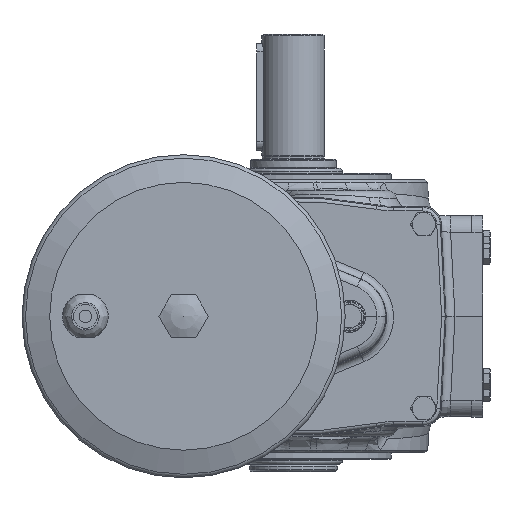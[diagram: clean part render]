
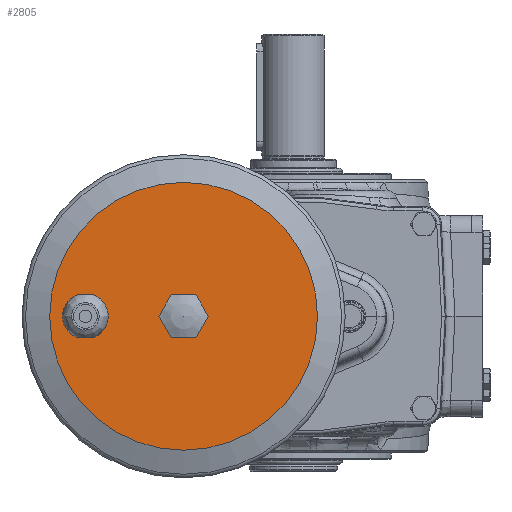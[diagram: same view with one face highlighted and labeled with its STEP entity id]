
A CAD part, left-side view. The second image highlights one B-rep face of the part: STEP entity #2805.
In plain terms, the highlighted planar face has unit normal (-1, 0, 0).
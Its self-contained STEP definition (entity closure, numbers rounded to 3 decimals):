
#2805 = ADVANCED_FACE( '', ( #6016, #6017, #6018 ), #6019, .T. );
#6016 = FACE_BOUND( '', #25737, .T. );
#6017 = FACE_OUTER_BOUND( '', #25738, .T. );
#6018 = FACE_BOUND( '', #25739, .T. );
#6019 = PLANE( '', #25740 );
#25737 = EDGE_LOOP( '', ( #36095, #36096, #36097, #36098 ) );
#25738 = EDGE_LOOP( '', ( #36099 ) );
#25739 = EDGE_LOOP( '', ( #36100, #36101, #36102, #36103, #36104, #36105 ) );
#25740 = AXIS2_PLACEMENT_3D( '', #36106, #36107, #36108 );
#36095 = ORIENTED_EDGE( '', *, *, #38888, .F. );
#36096 = ORIENTED_EDGE( '', *, *, #37632, .F. );
#36097 = ORIENTED_EDGE( '', *, *, #38082, .F. );
#36098 = ORIENTED_EDGE( '', *, *, #38489, .T. );
#36099 = ORIENTED_EDGE( '', *, *, #39187, .T. );
#36100 = ORIENTED_EDGE( '', *, *, #39528, .T. );
#36101 = ORIENTED_EDGE( '', *, *, #37781, .T. );
#36102 = ORIENTED_EDGE( '', *, *, #39502, .T. );
#36103 = ORIENTED_EDGE( '', *, *, #38154, .T. );
#36104 = ORIENTED_EDGE( '', *, *, #37900, .T. );
#36105 = ORIENTED_EDGE( '', *, *, #36983, .T. );
#36106 = CARTESIAN_POINT( '', ( -633.9, 136.4, 0. ) );
#36107 = DIRECTION( '', ( -1., 0., 0. ) );
#36108 = DIRECTION( '', ( 0., 1., 0. ) );
#36983 = EDGE_CURVE( '', #40141, #40145, #40147, .T. );
#37632 = EDGE_CURVE( '', #41223, #41225, #41226, .T. );
#37781 = EDGE_CURVE( '', #41447, #41451, #41453, .T. );
#37900 = EDGE_CURVE( '', #41624, #40141, #41627, .T. );
#38082 = EDGE_CURVE( '', #41888, #41223, #41890, .T. );
#38154 = EDGE_CURVE( '', #41997, #41624, #42000, .T. );
#38489 = EDGE_CURVE( '', #41888, #42482, #42484, .T. );
#38888 = EDGE_CURVE( '', #41225, #42482, #42996, .T. );
#39187 = EDGE_CURVE( '', #43359, #43359, #43360, .T. );
#39502 = EDGE_CURVE( '', #41451, #41997, #43708, .T. );
#39528 = EDGE_CURVE( '', #40145, #41447, #43734, .T. );
#40141 = VERTEX_POINT( '', #45307 );
#40145 = VERTEX_POINT( '', #45312 );
#40147 = LINE( '', #45315, #45316 );
#41223 = VERTEX_POINT( '', #48312 );
#41225 = VERTEX_POINT( '', #48315 );
#41226 = LINE( '', #48316, #48317 );
#41447 = VERTEX_POINT( '', #48950 );
#41451 = VERTEX_POINT( '', #48955 );
#41453 = LINE( '', #48958, #48959 );
#41624 = VERTEX_POINT( '', #49322 );
#41627 = LINE( '', #49326, #49327 );
#41888 = VERTEX_POINT( '', #50035 );
#41890 = CIRCLE( '', #50038, 12.8 );
#41997 = VERTEX_POINT( '', #50621 );
#42000 = LINE( '', #50625, #50626 );
#42482 = VERTEX_POINT( '', #51908 );
#42484 = LINE( '', #51911, #51912 );
#42996 = CIRCLE( '', #53989, 12.8 );
#43359 = VERTEX_POINT( '', #55109 );
#43360 = CIRCLE( '', #55110, 75. );
#43708 = LINE( '', #56101, #56102 );
#43734 = LINE( '', #56186, #56187 );
#45307 = CARTESIAN_POINT( '', ( -633.9, 68.328, 12. ) );
#45312 = CARTESIAN_POINT( '', ( -633.9, 54.472, 12. ) );
#45315 = CARTESIAN_POINT( '', ( -633.9, 68.328, 12. ) );
#45316 = VECTOR( '', #56725, 1000. );
#48312 = CARTESIAN_POINT( '', ( -633.9, 120.854, -12. ) );
#48315 = CARTESIAN_POINT( '', ( -633.9, 111.946, -12. ) );
#48316 = CARTESIAN_POINT( '', ( -633.9, 120.854, -12. ) );
#48317 = VECTOR( '', #57509, 1000. );
#48950 = CARTESIAN_POINT( '', ( -633.9, 47.544, 0. ) );
#48955 = CARTESIAN_POINT( '', ( -633.9, 54.472, -12. ) );
#48958 = CARTESIAN_POINT( '', ( -633.9, 47.544, 0. ) );
#48959 = VECTOR( '', #57697, 1000. );
#49322 = CARTESIAN_POINT( '', ( -633.9, 75.256, 0. ) );
#49326 = CARTESIAN_POINT( '', ( -633.9, 75.256, 0. ) );
#49327 = VECTOR( '', #57846, 1000. );
#50035 = CARTESIAN_POINT( '', ( -633.9, 120.854, 12. ) );
#50038 = AXIS2_PLACEMENT_3D( '', #58021, #58022, #58023 );
#50621 = CARTESIAN_POINT( '', ( -633.9, 68.328, -12. ) );
#50625 = CARTESIAN_POINT( '', ( -633.9, 68.328, -12. ) );
#50626 = VECTOR( '', #58104, 1000. );
#51908 = CARTESIAN_POINT( '', ( -633.9, 111.946, 12. ) );
#51911 = CARTESIAN_POINT( '', ( -633.9, 120.854, 12. ) );
#51912 = VECTOR( '', #58414, 1000. );
#53989 = AXIS2_PLACEMENT_3D( '', #58760, #58761, #58762 );
#55109 = CARTESIAN_POINT( '', ( -633.9, 136.4, 0. ) );
#55110 = AXIS2_PLACEMENT_3D( '', #59014, #59015, #59016 );
#56101 = CARTESIAN_POINT( '', ( -633.9, 54.472, -12. ) );
#56102 = VECTOR( '', #59188, 1000. );
#56186 = CARTESIAN_POINT( '', ( -633.9, 54.472, 12. ) );
#56187 = VECTOR( '', #59193, 1000. );
#56725 = DIRECTION( '', ( 0., -1., 0. ) );
#57509 = DIRECTION( '', ( 0., -1., 0. ) );
#57697 = DIRECTION( '', ( 0., 0.5, -0.866 ) );
#57846 = DIRECTION( '', ( 0., -0.5, 0.866 ) );
#58021 = CARTESIAN_POINT( '', ( -633.9, 116.4, 0. ) );
#58022 = DIRECTION( '', ( -1., 0., 0. ) );
#58023 = DIRECTION( '', ( 0., 1., 0. ) );
#58104 = DIRECTION( '', ( 0., 0.5, 0.866 ) );
#58414 = DIRECTION( '', ( 0., -1., 0. ) );
#58760 = CARTESIAN_POINT( '', ( -633.9, 116.4, 0. ) );
#58761 = DIRECTION( '', ( -1., 0., 0. ) );
#58762 = DIRECTION( '', ( 0., 1., 0. ) );
#59014 = CARTESIAN_POINT( '', ( -633.9, 61.4, 0. ) );
#59015 = DIRECTION( '', ( -1., 0., 0. ) );
#59016 = DIRECTION( '', ( 0., 1., 0. ) );
#59188 = DIRECTION( '', ( 0., 1., 0. ) );
#59193 = DIRECTION( '', ( 0., -0.5, -0.866 ) );
